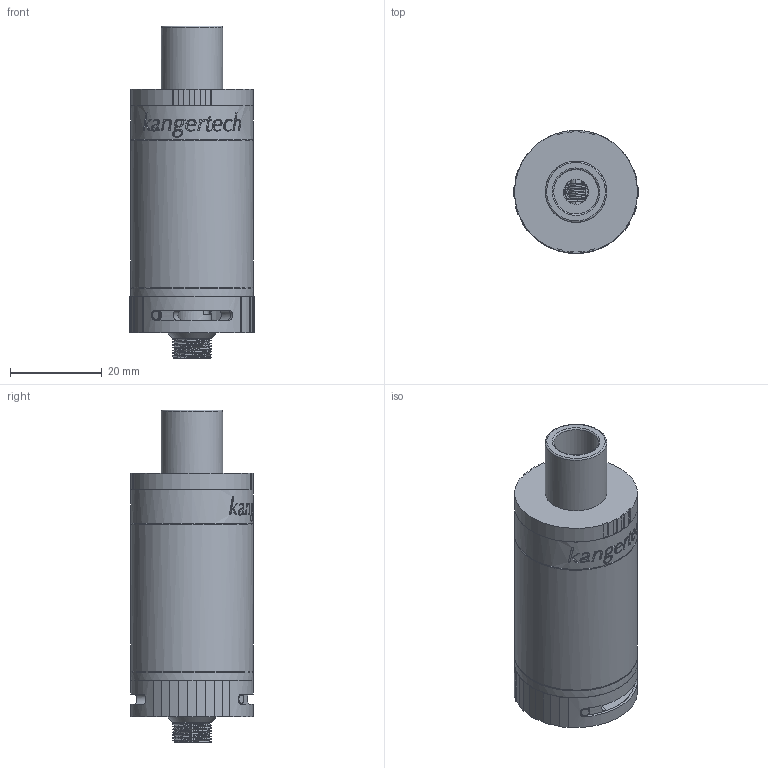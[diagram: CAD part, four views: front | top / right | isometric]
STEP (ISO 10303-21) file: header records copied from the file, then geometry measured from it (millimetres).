
FILE_DESCRIPTION(('FreeCAD Model'),'2;1');
FILE_NAME('Open CASCADE Shape Model','2025-04-29T09:15:12',('FreeCAD'),( 'FreeCAD'),'Open CASCADE STEP processor 7.6','FreeCAD','Unknown');
FILE_SCHEMA(('AUTOMOTIVE_DESIGN { 1 0 10303 214 1 1 1 1 }'));
Products named in the file (1): Open CASCADE STEP translator 7.6 1
Bounding box: 26.99 x 26.68 x 72.19 mm (x, y, z)
Volume: 21795.8 mm3; surface area: 31447.5 mm2
Topology: 30 solids, 30 shells, 1208 faces, 3065 edges, 1980 vertices
Faces by surface type: bspline 1208
Entity records: 64955 total; most frequent: CARTESIAN_POINT 47043, ORIENTED_EDGE 6122, EDGE_CURVE 3061, B_SPLINE_CURVE_WITH_KNOTS 2160, VERTEX_POINT 1978, FACE_BOUND 1353, EDGE_LOOP 1353, ADVANCED_FACE 1208
